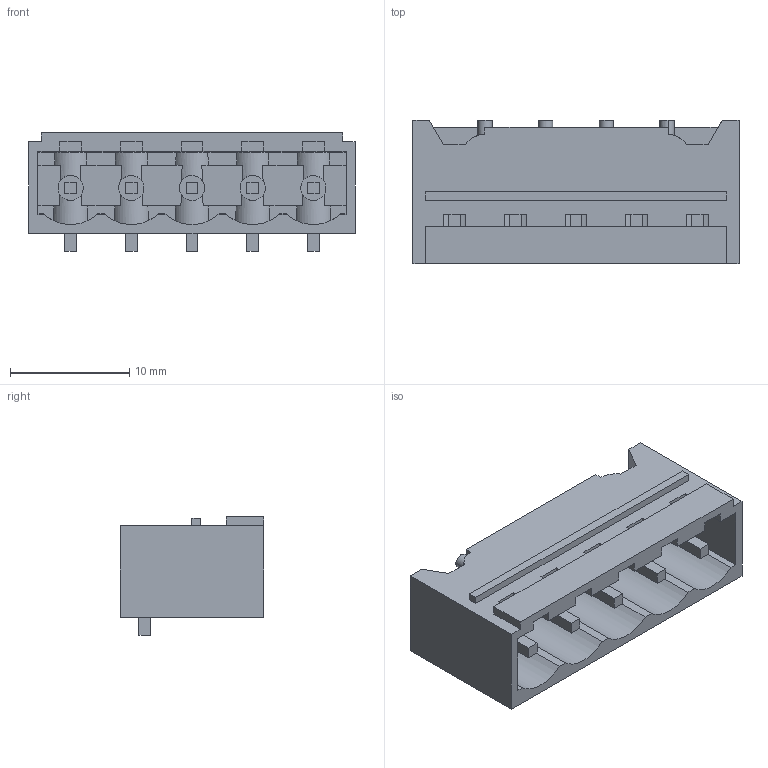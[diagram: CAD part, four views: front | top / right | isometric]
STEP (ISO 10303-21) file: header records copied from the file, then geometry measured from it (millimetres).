
FILE_DESCRIPTION(('CATIA V5 STEP Exchange','CAx-IF Rec.Pracs.--- Model Styling and Organization---1.4--- 2014-01-23'),'2;1');
FILE_NAME ('D1455857_2', '2022-05-19T12:33:05+00:00', ('none'), ('Weidmueller'), 'CATIA Version 5-6 Release 2016 SP3 HF44', 'CATIA V5 STEP AP214', 'none');
FILE_SCHEMA(('AUTOMOTIVE_DESIGN { 1 0 10303 214 1 1 1 1 }'));
Length unit declared in the file: millimetre
Products named in the file (1): 1775034001
Bounding box: 27.3 x 12 x 9.93 mm (x, y, z)
Volume: 1060.5 mm3; surface area: 2402.2 mm2
Topology: 6 solids, 6 shells, 316 faces, 958 edges, 645 vertices
Faces by surface type: plane 264, cylinder 44, extrusion 8
Entity records: 10596 total; most frequent: CARTESIAN_POINT 2497, ORIENTED_EDGE 1916, DIRECTION 1291, EDGE_CURVE 958, VECTOR 718, LINE 710, VERTEX_POINT 645, AXIS2_PLACEMENT_3D 341
